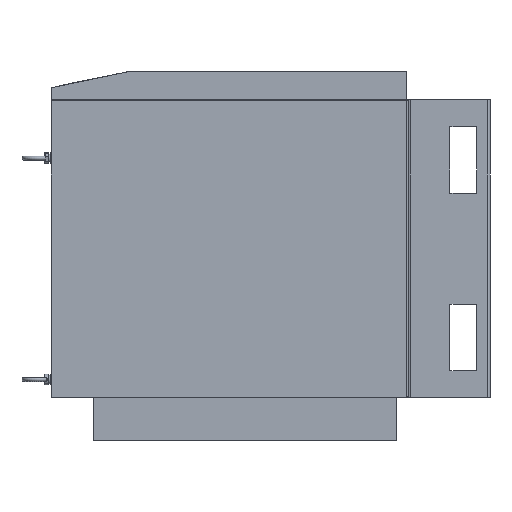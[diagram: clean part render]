
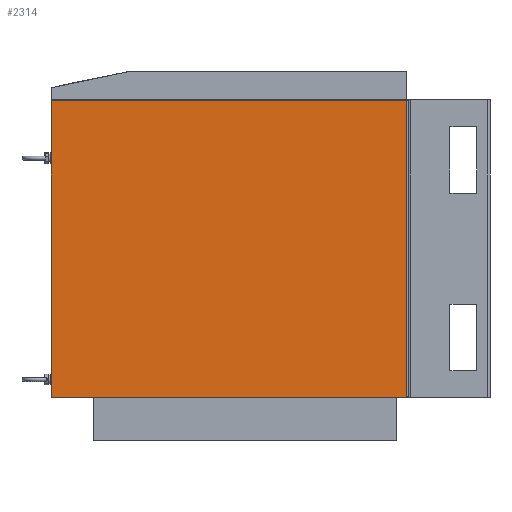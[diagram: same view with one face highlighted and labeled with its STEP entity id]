
A CAD part, left-side view. The second image highlights one B-rep face of the part: STEP entity #2314.
In plain terms, the highlighted planar face has unit normal (-1, 0, 0).
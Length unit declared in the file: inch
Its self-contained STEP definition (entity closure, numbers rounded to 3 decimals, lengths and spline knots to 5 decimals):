
#101=LINE('',#4162,#314);
#113=LINE('',#4187,#326);
#114=LINE('',#4189,#327);
#115=LINE('',#4190,#328);
#314=VECTOR('',#2787,17.5);
#326=VECTOR('',#2803,20.96457);
#327=VECTOR('',#2804,17.5);
#328=VECTOR('',#2805,20.96457);
#660=FACE_OUTER_BOUND('',#807,.T.);
#807=EDGE_LOOP('',(#1758,#1759,#1760,#1761));
#1082=VERTEX_POINT('',#4159);
#1083=VERTEX_POINT('',#4161);
#1094=VERTEX_POINT('',#4186);
#1095=VERTEX_POINT('',#4188);
#1337=EDGE_CURVE('',#1083,#1082,#101,.T.);
#1349=EDGE_CURVE('',#1082,#1094,#113,.T.);
#1350=EDGE_CURVE('',#1094,#1095,#114,.T.);
#1351=EDGE_CURVE('',#1095,#1083,#115,.T.);
#1758=ORIENTED_EDGE('',*,*,#1349,.T.);
#1759=ORIENTED_EDGE('',*,*,#1350,.T.);
#1760=ORIENTED_EDGE('',*,*,#1351,.T.);
#1761=ORIENTED_EDGE('',*,*,#1337,.T.);
#2197=PLANE('',#2477);
#2314=ADVANCED_FACE('',(#660),#2197,.T.);
#2477=AXIS2_PLACEMENT_3D('',#4185,#2801,#2802);
#2787=DIRECTION('',(0.,0.,1.));
#2801=DIRECTION('center_axis',(-1.,0.,0.));
#2802=DIRECTION('ref_axis',(0.,0.,1.));
#2803=DIRECTION('',(0.,1.,0.));
#2804=DIRECTION('',(0.,0.,-1.));
#2805=DIRECTION('',(0.,-1.,0.));
#4159=CARTESIAN_POINT('',(-5.92126,-8.02165,7.87205));
#4161=CARTESIAN_POINT('',(-5.92126,-8.02165,-9.62795));
#4162=CARTESIAN_POINT('',(-5.92126,-8.02165,-4.87209));
#4185=CARTESIAN_POINT('Origin',(-5.92126,-0.13049,-0.11622));
#4186=CARTESIAN_POINT('',(-5.92126,12.94291,7.87205));
#4187=CARTESIAN_POINT('',(-5.92126,6.40621,7.87205));
#4188=CARTESIAN_POINT('',(-5.92126,12.94291,-9.62795));
#4189=CARTESIAN_POINT('',(-5.92126,12.94291,8.6437));
#4190=CARTESIAN_POINT('',(-5.92126,12.94291,-9.62795));
